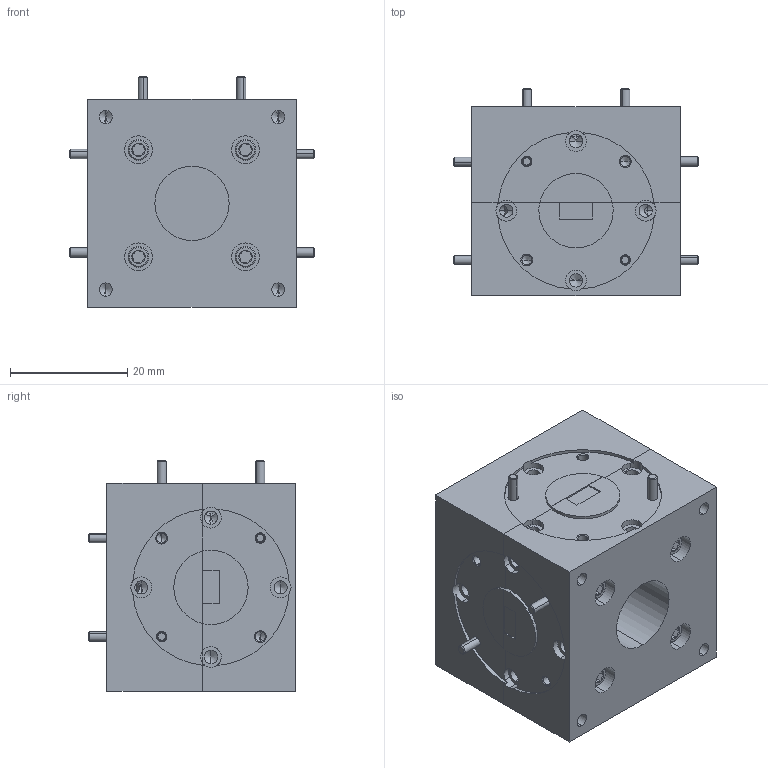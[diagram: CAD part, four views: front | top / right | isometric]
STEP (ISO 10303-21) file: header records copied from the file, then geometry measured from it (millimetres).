
FILE_DESCRIPTION (( 'STEP AP203' ), '1' );
FILE_NAME ('SWM-33350320-22-SB,DF.STEP', '2019-06-05T18:13:37', ( '' ), ( '' ), 'SwSTEP 2.0', 'SolidWorks 2016', '' );
FILE_SCHEMA (( 'CONFIG_CONTROL_DESIGN' ));
Length unit declared in the file: inch
Products named in the file (1): SWM-33350320-22-SB,DF
Bounding box: 41.99 x 35.43 x 39.43 mm (x, y, z)
Volume: 37670.3 mm3; surface area: 13694.2 mm2
Topology: 14 solids, 14 shells, 1323 faces, 3644 edges, 2323 vertices
Faces by surface type: cylinder 986, cone 197, plane 132, bspline 8
Entity records: 59076 total; most frequent: CARTESIAN_POINT 30127, ORIENTED_EDGE 7144, DIRECTION 5141, EDGE_CURVE 3572, VERTEX_POINT 2323, AXIS2_PLACEMENT_3D 1893, EDGE_LOOP 1387, LINE 1355
